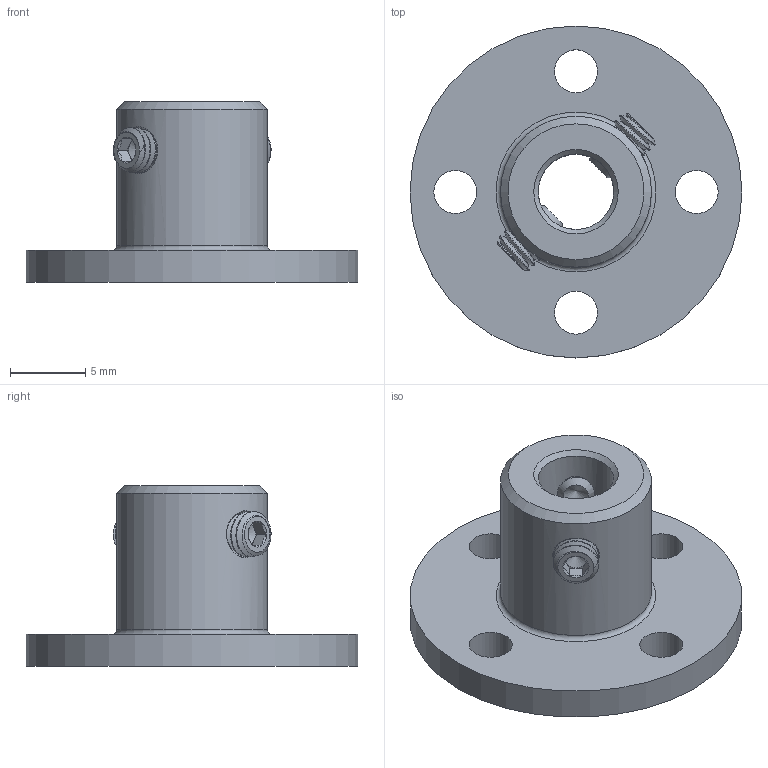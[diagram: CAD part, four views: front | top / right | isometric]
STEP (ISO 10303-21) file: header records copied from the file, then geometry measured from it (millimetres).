
FILE_DESCRIPTION(/* description */ (''),/* implementation_level */ '2;1');
FILE_NAME(/* name */ '5mm Hub v4.step',/* time_stamp */ '2021-04-10T14:57:01-05:00',/* author */ (''),/* organization */ (''),/* preprocessor_version */ 'ST-DEVELOPER v18.1',/* originating_system */ 'Autodesk Translation Framework v10.6.0.1341',/* authorisation */ '');
FILE_SCHEMA (('AUTOMOTIVE_DESIGN { 1 0 10303 214 3 1 1 }'));
Length unit declared in the file: millimetre
Products named in the file (3): 5mm Hub; M3 grub screw, 91390A098; M3 grub screw, 91390A098(Mirror)
Assembly tree (2 placements, depth 2):
  5mm Hub
    M3 grub screw, 91390A098
    M3 grub screw, 91390A098(Mirror)
Bounding box: 22 x 22 x 11.95 mm (x, y, z)
Volume: 1288.5 mm3; surface area: 1547.9 mm2
Topology: 3 solids, 3 shells, 125 faces, 324 edges, 204 vertices
Faces by surface type: cylinder 61, plane 29, cone 24, bspline 10, torus 1
Full cylindrical faces by diameter (mm): 2.35 x14, 2.5 x8, 2.85 x4, 3 x16, 5 x1, 10 x1, 22 x1
Entity records: 8411 total; most frequent: CARTESIAN_POINT 5605, ORIENTED_EDGE 640, DIRECTION 471, EDGE_CURVE 320, VERTEX_POINT 204, AXIS2_PLACEMENT_3D 187, EDGE_LOOP 142, FACE_OUTER_BOUND 125
